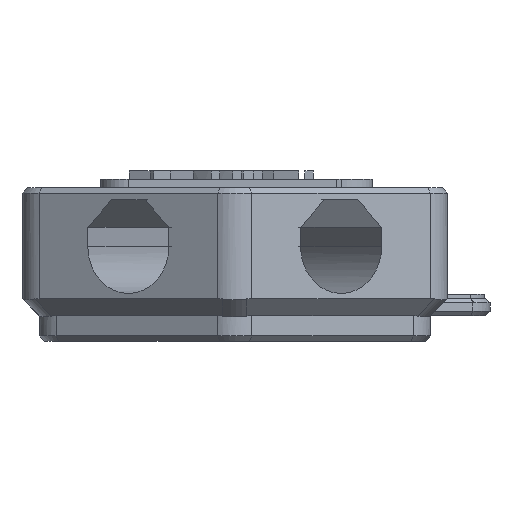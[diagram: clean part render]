
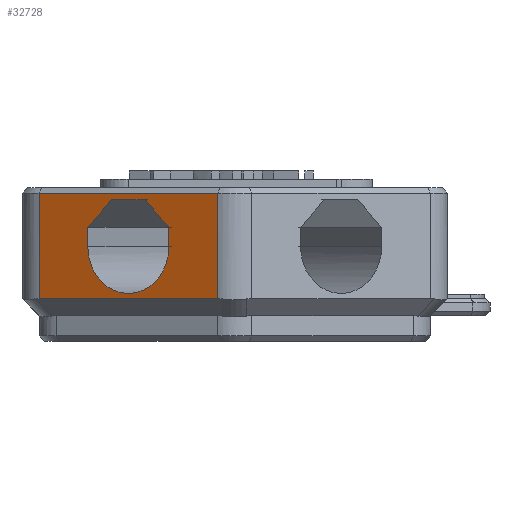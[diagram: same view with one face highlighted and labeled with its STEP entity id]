
A CAD part, left-side view. The second image highlights one B-rep face of the part: STEP entity #32728.
In plain terms, the highlighted planar face has unit normal (-0.866, 0.5, 0).
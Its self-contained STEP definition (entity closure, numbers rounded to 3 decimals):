
#1172=CIRCLE('',#34506,5.5);
#1257=FACE_BOUND('',#3398,.T.);
#1574=FACE_OUTER_BOUND('',#3397,.T.);
#3397=EDGE_LOOP('',(#22259,#22260,#22261,#22262));
#3398=EDGE_LOOP('',(#22263,#22264,#22265,#22266,#22267,#22268));
#5412=LINE('',#43897,#9475);
#5419=LINE('',#43912,#9482);
#5424=LINE('',#43929,#9487);
#5431=LINE('',#43944,#9494);
#5458=LINE('',#44003,#9521);
#5478=LINE('',#44058,#9541);
#5549=LINE('',#44266,#9612);
#5550=LINE('',#44270,#9613);
#5552=LINE('',#44275,#9615);
#9475=VECTOR('',#36432,10.);
#9482=VECTOR('',#36443,10.);
#9487=VECTOR('',#36458,10.);
#9494=VECTOR('',#36469,10.);
#9521=VECTOR('',#36532,10.);
#9541=VECTOR('',#36586,10.);
#9612=VECTOR('',#36813,10.);
#9613=VECTOR('',#36818,10.);
#9615=VECTOR('',#36824,10.);
#13491=VERTEX_POINT('',#43894);
#13492=VERTEX_POINT('',#43896);
#13498=VERTEX_POINT('',#43911);
#13504=VERTEX_POINT('',#43926);
#13505=VERTEX_POINT('',#43928);
#13511=VERTEX_POINT('',#43943);
#13540=VERTEX_POINT('',#44048);
#13542=VERTEX_POINT('',#44054);
#13602=VERTEX_POINT('',#44265);
#13603=VERTEX_POINT('',#44269);
#16797=EDGE_CURVE('',#13492,#13491,#5412,.T.);
#16804=EDGE_CURVE('',#13498,#13492,#5419,.T.);
#16812=EDGE_CURVE('',#13505,#13504,#5424,.T.);
#16819=EDGE_CURVE('',#13511,#13505,#5431,.T.);
#16825=EDGE_CURVE('',#13491,#13511,#1172,.T.);
#16851=EDGE_CURVE('',#13504,#13498,#5458,.T.);
#16879=EDGE_CURVE('',#13540,#13542,#5478,.T.);
#16983=EDGE_CURVE('',#13542,#13602,#5549,.T.);
#16985=EDGE_CURVE('',#13603,#13602,#5550,.T.);
#16988=EDGE_CURVE('',#13603,#13540,#5552,.T.);
#22259=ORIENTED_EDGE('',*,*,#16879,.F.);
#22260=ORIENTED_EDGE('',*,*,#16988,.F.);
#22261=ORIENTED_EDGE('',*,*,#16985,.T.);
#22262=ORIENTED_EDGE('',*,*,#16983,.F.);
#22263=ORIENTED_EDGE('',*,*,#16819,.T.);
#22264=ORIENTED_EDGE('',*,*,#16812,.T.);
#22265=ORIENTED_EDGE('',*,*,#16851,.T.);
#22266=ORIENTED_EDGE('',*,*,#16804,.T.);
#22267=ORIENTED_EDGE('',*,*,#16797,.T.);
#22268=ORIENTED_EDGE('',*,*,#16825,.T.);
#31292=PLANE('',#34618);
#32728=ADVANCED_FACE('',(#1574,#1257),#31292,.T.);
#34506=AXIS2_PLACEMENT_3D('',#43952,#36481,#36482);
#34618=AXIS2_PLACEMENT_3D('',#44274,#36822,#36823);
#36432=DIRECTION('',(0.,0.,-1.));
#36443=DIRECTION('',(-0.354,-0.612,-0.707));
#36458=DIRECTION('',(-0.354,-0.612,0.707));
#36469=DIRECTION('',(0.,0.,1.));
#36481=DIRECTION('center_axis',(0.866,-0.5,0.));
#36482=DIRECTION('ref_axis',(0.5,0.866,0.));
#36532=DIRECTION('',(-0.5,-0.866,0.));
#36586=DIRECTION('',(-0.5,-0.866,0.));
#36813=DIRECTION('',(0.,0.,-1.));
#36818=DIRECTION('',(-0.5,-0.866,0.));
#36822=DIRECTION('center_axis',(-0.866,0.5,0.));
#36823=DIRECTION('ref_axis',(-0.5,-0.866,0.));
#36824=DIRECTION('',(0.,0.,1.));
#43894=CARTESIAN_POINT('',(-24.401,62.737,6.1));
#43896=CARTESIAN_POINT('',(-24.401,62.737,8.378));
#43897=CARTESIAN_POINT('',(-24.401,62.737,4.189));
#43911=CARTESIAN_POINT('',(-22.79,65.527,11.6));
#43912=CARTESIAN_POINT('',(-22.151,66.634,12.878));
#43926=CARTESIAN_POINT('',(-20.512,69.473,11.6));
#43928=CARTESIAN_POINT('',(-18.901,72.263,8.378));
#43929=CARTESIAN_POINT('',(-16.737,76.011,4.05));
#43943=CARTESIAN_POINT('',(-18.901,72.263,6.1));
#43944=CARTESIAN_POINT('',(-18.901,72.263,3.05));
#43952=CARTESIAN_POINT('Origin',(-21.651,67.5,6.1));
#44003=CARTESIAN_POINT('',(-17.473,74.736,11.6));
#44048=CARTESIAN_POINT('',(-15.588,78.,12.4));
#44054=CARTESIAN_POINT('',(-27.713,57.,12.4));
#44058=CARTESIAN_POINT('',(-18.042,73.75,12.4));
#44265=CARTESIAN_POINT('',(-27.713,57.,0.));
#44266=CARTESIAN_POINT('',(-27.713,57.,0.));
#44269=CARTESIAN_POINT('',(-15.588,78.,0.));
#44270=CARTESIAN_POINT('',(-14.434,80.,0.));
#44274=CARTESIAN_POINT('Origin',(-14.434,80.,0.));
#44275=CARTESIAN_POINT('',(-15.588,78.,0.));
